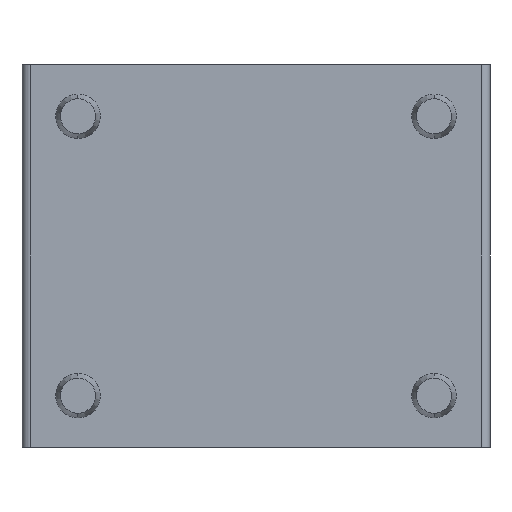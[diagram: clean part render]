
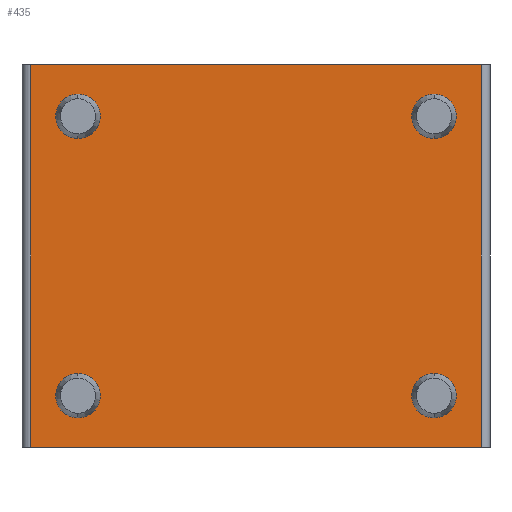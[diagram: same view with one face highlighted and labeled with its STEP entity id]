
A CAD part, front view. The second image highlights one B-rep face of the part: STEP entity #435.
In plain terms, the highlighted planar face has unit normal (0, -1, 0).
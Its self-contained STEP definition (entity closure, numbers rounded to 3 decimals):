
#7 = DIRECTION ( 'NONE',  ( -1., 0., 0. ) ) ;
#19 = CARTESIAN_POINT ( 'NONE',  ( 100., -74.221, 16.51 ) ) ;
#20 = FACE_OUTER_BOUND ( 'NONE', #790, .T. ) ;
#45 = EDGE_CURVE ( 'NONE', #130, #481, #129, .T. ) ;
#51 = ORIENTED_EDGE ( 'NONE', *, *, #248, .F. ) ;
#64 = DIRECTION ( 'NONE',  ( 0., -1., 0. ) ) ;
#65 = EDGE_CURVE ( 'NONE', #388, #674, #291, .T. ) ;
#66 = AXIS2_PLACEMENT_3D ( 'NONE', #640, #64, #764 ) ;
#71 = VERTEX_POINT ( 'NONE', #405 ) ;
#72 = EDGE_CURVE ( 'NONE', #229, #383, #200, .T. ) ;
#80 = ORIENTED_EDGE ( 'NONE', *, *, #106, .F. ) ;
#82 = ORIENTED_EDGE ( 'NONE', *, *, #104, .T. ) ;
#104 = EDGE_CURVE ( 'NONE', #71, #153, #698, .T. ) ;
#106 = EDGE_CURVE ( 'NONE', #634, #137, #639, .T. ) ;
#114 = ORIENTED_EDGE ( 'NONE', *, *, #366, .F. ) ;
#127 = FACE_BOUND ( 'NONE', #697, .T. ) ;
#129 = CIRCLE ( 'NONE', #241, 12.5 ) ;
#130 = VERTEX_POINT ( 'NONE', #19 ) ;
#135 = FACE_BOUND ( 'NONE', #260, .T. ) ;
#137 = VERTEX_POINT ( 'NONE', #155 ) ;
#139 = CARTESIAN_POINT ( 'NONE',  ( 100., -74.221, 41.51 ) ) ;
#140 = ORIENTED_EDGE ( 'NONE', *, *, #638, .T. ) ;
#143 = DIRECTION ( 'NONE',  ( 0., -1., 0. ) ) ;
#149 = CARTESIAN_POINT ( 'NONE',  ( -126.451, -74.221, 215. ) ) ;
#153 = VERTEX_POINT ( 'NONE', #394 ) ;
#155 = CARTESIAN_POINT ( 'NONE',  ( 126.451, -74.221, 0. ) ) ;
#157 = DIRECTION ( 'NONE',  ( -1., 0., 0. ) ) ;
#178 = CARTESIAN_POINT ( 'NONE',  ( 100., -74.221, 29.01 ) ) ;
#189 = DIRECTION ( 'NONE',  ( -1., 0., 0. ) ) ;
#199 = CIRCLE ( 'NONE', #805, 12.5 ) ;
#200 = CIRCLE ( 'NONE', #421, 12.5 ) ;
#201 = DIRECTION ( 'NONE',  ( 0., -1., 0. ) ) ;
#219 = CARTESIAN_POINT ( 'NONE',  ( -100., -74.221, 185.99 ) ) ;
#222 = CARTESIAN_POINT ( 'NONE',  ( 100., -74.221, 29.01 ) ) ;
#229 = VERTEX_POINT ( 'NONE', #681 ) ;
#233 = LINE ( 'NONE', #480, #328 ) ;
#241 = AXIS2_PLACEMENT_3D ( 'NONE', #222, #716, #157 ) ;
#244 = CIRCLE ( 'NONE', #66, 12.5 ) ;
#248 = EDGE_CURVE ( 'NONE', #700, #581, #443, .T. ) ;
#253 = AXIS2_PLACEMENT_3D ( 'NONE', #255, #431, #7 ) ;
#255 = CARTESIAN_POINT ( 'NONE',  ( -126.451, -74.221, 215. ) ) ;
#260 = EDGE_LOOP ( 'NONE', ( #654, #363 ) ) ;
#264 = CARTESIAN_POINT ( 'NONE',  ( -100., -74.221, 29.01 ) ) ;
#266 = ORIENTED_EDGE ( 'NONE', *, *, #502, .F. ) ;
#268 = DIRECTION ( 'NONE',  ( 0., 0., -1. ) ) ;
#275 = CARTESIAN_POINT ( 'NONE',  ( 126.451, -74.221, 215. ) ) ;
#291 = CIRCLE ( 'NONE', #807, 12.5 ) ;
#297 = CARTESIAN_POINT ( 'NONE',  ( 126.451, -74.221, 215. ) ) ;
#303 = CARTESIAN_POINT ( 'NONE',  ( -100., -74.221, 16.51 ) ) ;
#310 = EDGE_CURVE ( 'NONE', #383, #229, #199, .T. ) ;
#328 = VECTOR ( 'NONE', #482, 1000. ) ;
#337 = CARTESIAN_POINT ( 'NONE',  ( -126.451, -74.221, 215. ) ) ;
#363 = ORIENTED_EDGE ( 'NONE', *, *, #310, .F. ) ;
#366 = EDGE_CURVE ( 'NONE', #581, #700, #244, .T. ) ;
#383 = VERTEX_POINT ( 'NONE', #500 ) ;
#385 = PLANE ( 'NONE',  #253 ) ;
#388 = VERTEX_POINT ( 'NONE', #630 ) ;
#394 = CARTESIAN_POINT ( 'NONE',  ( -126.451, -74.221, 0. ) ) ;
#405 = CARTESIAN_POINT ( 'NONE',  ( -126.451, -74.221, 215. ) ) ;
#421 = AXIS2_PLACEMENT_3D ( 'NONE', #219, #201, #520 ) ;
#425 = CARTESIAN_POINT ( 'NONE',  ( 100., -74.221, 185.99 ) ) ;
#431 = DIRECTION ( 'NONE',  ( 0., 1., 0. ) ) ;
#435 = ADVANCED_FACE ( 'NONE', ( #127, #570, #627, #135, #20 ), #385, .F. ) ;
#443 = CIRCLE ( 'NONE', #737, 12.5 ) ;
#445 = VECTOR ( 'NONE', #770, 1000. ) ;
#447 = CARTESIAN_POINT ( 'NONE',  ( -100., -74.221, 29.01 ) ) ;
#460 = ORIENTED_EDGE ( 'NONE', *, *, #476, .F. ) ;
#462 = VECTOR ( 'NONE', #777, 1000. ) ;
#465 = DIRECTION ( 'NONE',  ( -1., 0., 0. ) ) ;
#473 = CIRCLE ( 'NONE', #682, 12.5 ) ;
#476 = EDGE_CURVE ( 'NONE', #674, #388, #531, .T. ) ;
#480 = CARTESIAN_POINT ( 'NONE',  ( -126.451, -74.221, 0. ) ) ;
#481 = VERTEX_POINT ( 'NONE', #139 ) ;
#482 = DIRECTION ( 'NONE',  ( 1., 0., 0. ) ) ;
#487 = AXIS2_PLACEMENT_3D ( 'NONE', #264, #758, #699 ) ;
#500 = CARTESIAN_POINT ( 'NONE',  ( -100., -74.221, 198.49 ) ) ;
#501 = ORIENTED_EDGE ( 'NONE', *, *, #45, .F. ) ;
#502 = EDGE_CURVE ( 'NONE', #71, #634, #719, .T. ) ;
#520 = DIRECTION ( 'NONE',  ( -1., 0., 0. ) ) ;
#531 = CIRCLE ( 'NONE', #487, 12.5 ) ;
#547 = CARTESIAN_POINT ( 'NONE',  ( 100., -74.221, 173.49 ) ) ;
#561 = CARTESIAN_POINT ( 'NONE',  ( -100., -74.221, 185.99 ) ) ;
#567 = VECTOR ( 'NONE', #268, 1000. ) ;
#570 = FACE_BOUND ( 'NONE', #773, .T. ) ;
#571 = ORIENTED_EDGE ( 'NONE', *, *, #65, .F. ) ;
#581 = VERTEX_POINT ( 'NONE', #606 ) ;
#606 = CARTESIAN_POINT ( 'NONE',  ( 100., -74.221, 198.49 ) ) ;
#610 = ORIENTED_EDGE ( 'NONE', *, *, #623, .F. ) ;
#623 = EDGE_CURVE ( 'NONE', #481, #130, #473, .T. ) ;
#627 = FACE_BOUND ( 'NONE', #671, .T. ) ;
#630 = CARTESIAN_POINT ( 'NONE',  ( -100., -74.221, 41.51 ) ) ;
#634 = VERTEX_POINT ( 'NONE', #297 ) ;
#638 = EDGE_CURVE ( 'NONE', #153, #137, #233, .T. ) ;
#639 = LINE ( 'NONE', #275, #567 ) ;
#640 = CARTESIAN_POINT ( 'NONE',  ( 100., -74.221, 185.99 ) ) ;
#654 = ORIENTED_EDGE ( 'NONE', *, *, #72, .F. ) ;
#667 = DIRECTION ( 'NONE',  ( 0., -1., 0. ) ) ;
#669 = DIRECTION ( 'NONE',  ( -1., 0., 0. ) ) ;
#671 = EDGE_LOOP ( 'NONE', ( #571, #460 ) ) ;
#674 = VERTEX_POINT ( 'NONE', #303 ) ;
#681 = CARTESIAN_POINT ( 'NONE',  ( -100., -74.221, 173.49 ) ) ;
#682 = AXIS2_PLACEMENT_3D ( 'NONE', #178, #667, #669 ) ;
#697 = EDGE_LOOP ( 'NONE', ( #114, #51 ) ) ;
#698 = LINE ( 'NONE', #149, #445 ) ;
#699 = DIRECTION ( 'NONE',  ( -1., 0., 0. ) ) ;
#700 = VERTEX_POINT ( 'NONE', #547 ) ;
#716 = DIRECTION ( 'NONE',  ( 0., -1., 0. ) ) ;
#719 = LINE ( 'NONE', #337, #462 ) ;
#737 = AXIS2_PLACEMENT_3D ( 'NONE', #425, #808, #189 ) ;
#752 = DIRECTION ( 'NONE',  ( 0., -1., 0. ) ) ;
#758 = DIRECTION ( 'NONE',  ( 0., -1., 0. ) ) ;
#764 = DIRECTION ( 'NONE',  ( -1., 0., 0. ) ) ;
#770 = DIRECTION ( 'NONE',  ( 0., 0., -1. ) ) ;
#773 = EDGE_LOOP ( 'NONE', ( #501, #610 ) ) ;
#777 = DIRECTION ( 'NONE',  ( 1., 0., 0. ) ) ;
#790 = EDGE_LOOP ( 'NONE', ( #140, #80, #266, #82 ) ) ;
#805 = AXIS2_PLACEMENT_3D ( 'NONE', #561, #752, #810 ) ;
#807 = AXIS2_PLACEMENT_3D ( 'NONE', #447, #143, #465 ) ;
#808 = DIRECTION ( 'NONE',  ( 0., -1., 0. ) ) ;
#810 = DIRECTION ( 'NONE',  ( -1., 0., 0. ) ) ;
